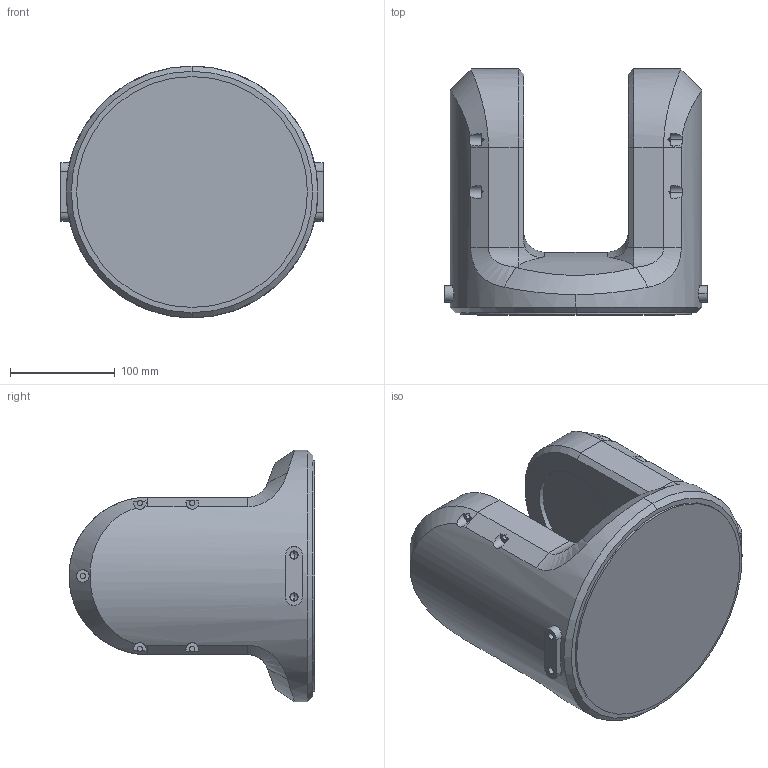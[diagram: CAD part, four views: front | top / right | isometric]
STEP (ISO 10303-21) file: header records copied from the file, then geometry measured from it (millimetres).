
FILE_DESCRIPTION (( 'STEP AP203' ), '1' );
FILE_NAME ('1_默认_sldprt.STEP', '2024-05-21T09:59:26', ( '' ), ( '' ), 'SwSTEP 2.0', 'SolidWorks 2022', '' );
FILE_SCHEMA (( 'CONFIG_CONTROL_DESIGN' ));
Length unit declared in the file: millimetre
Products named in the file (1): 1_默认_sldprt
Bounding box: 250 x 234.42 x 240 mm (x, y, z)
Volume: 5238984.8 mm3; surface area: 249985 mm2
Topology: 1 solids, 1 shells, 143 faces, 358 edges, 222 vertices
Faces by surface type: cylinder 65, plane 44, cone 24, bspline 8, torus 2
Entity records: 7644 total; most frequent: CARTESIAN_POINT 4349, ORIENTED_EDGE 700, DIRECTION 632, EDGE_CURVE 350, AXIS2_PLACEMENT_3D 254, VERTEX_POINT 222, EDGE_LOOP 156, ADVANCED_FACE 143
